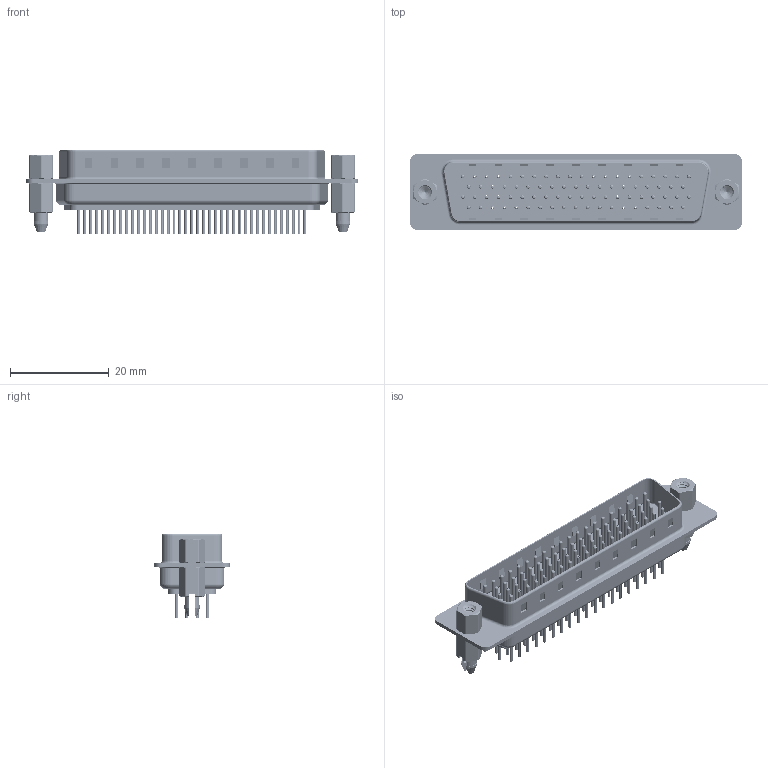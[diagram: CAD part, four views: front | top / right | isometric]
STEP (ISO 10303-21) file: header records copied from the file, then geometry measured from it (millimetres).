
FILE_DESCRIPTION (( 'STEP AP203' ), '1' );
FILE_NAME ('MHHDD-78MNS-H1.STEP', '2025-11-21T20:20:02', ( '' ), ( '' ), 'SwSTEP 2.0', 'SolidWorks 2023', '' );
FILE_SCHEMA (( 'CONFIG_CONTROL_DESIGN' ));
Length unit declared in the file: millimetre
Products named in the file (10): MHHDD-78MNS-H1; MHHDD Contact Row 3_30; MHHDD Contact Row 1_30; MHHDD Shell Front_78 Contacts; MHHDD 4-40 Threaded Boardlock_LP; MHHDD Contact Row 2_30; MHHDD Housing_78 Contacts; MHHDD 4-40 Hex Standoff; MHHDD Contact Row 78_30; MHHDD Shell Rear_78 Contacts
Assembly tree (85 placements, depth 2):
  MHHDD-78MNS-H1
    MHHDD Housing_78 Contacts
    MHHDD Shell Front_78 Contacts
    MHHDD Shell Rear_78 Contacts
    MHHDD Contact Row 1_30  x19
    MHHDD Contact Row 2_30  x20
    MHHDD Contact Row 3_30  x19
    MHHDD Contact Row 78_30  x20
    MHHDD 4-40 Hex Standoff  x2
    MHHDD 4-40 Threaded Boardlock_LP  x2
Bounding box: 67.2 x 15.3 x 17.15 mm (x, y, z)
Volume: 4534.7 mm3; surface area: 16239.6 mm2
Topology: 85 solids, 85 shells, 8410 faces, 22299 edges, 13756 vertices
Faces by surface type: cylinder 3131, torus 2312, plane 2129, cone 820, bspline 18
Entity records: 52739 total; most frequent: CARTESIAN_POINT 13171, DIRECTION 8185, ORIENTED_EDGE 7240, EDGE_CURVE 3620, AXIS2_PLACEMENT_3D 3330, VERTEX_POINT 2334, EDGE_LOOP 1842, CIRCLE 1781
